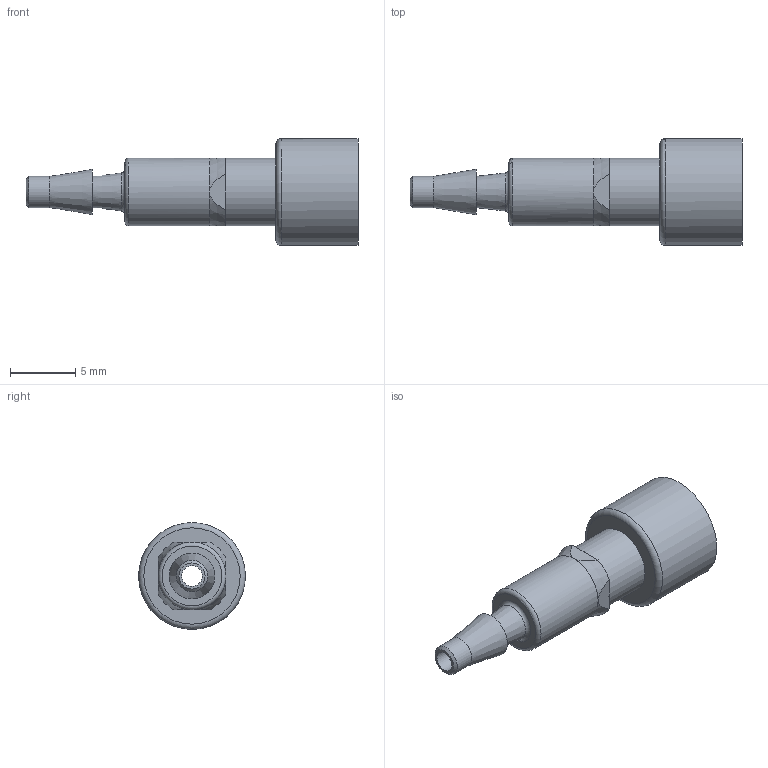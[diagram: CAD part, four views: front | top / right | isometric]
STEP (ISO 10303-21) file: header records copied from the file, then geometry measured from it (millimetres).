
FILE_DESCRIPTION(/* description */ (''),/* implementation_level */ '2;1');
FILE_NAME(/* name */ '3D_PCF-3.0.stp',/* time_stamp */ '2026-02-16T13:26:52+03:00',/* author */ ('krute'),/* organization */ (''),/* preprocessor_version */ 'ST-DEVELOPER v20.1',/* originating_system */ 'Autodesk Inventor 2026',/* authorisation */ '');
FILE_SCHEMA (('CONFIG_CONTROL_DESIGN'));
Length unit declared in the file: millimetre
Products named in the file (1): 3D_1011000020002_PCF-3.0_V1.0
Bounding box: 25.5 x 8.2 x 8.2 mm (x, y, z)
Volume: 417.8 mm3; surface area: 736.2 mm2
Topology: 1 solids, 2 shells, 39 faces, 84 edges, 52 vertices
Faces by surface type: plane 15, cone 11, cylinder 8, torus 5
Full cylindrical faces by diameter (mm): 1.6 x1, 2.4 x1, 4.4 x2, 5.2 x2, 6.35 x1, 8.2 x1
Entity records: 1116 total; most frequent: DIRECTION 209, CARTESIAN_POINT 192, ORIENTED_EDGE 168, AXIS2_PLACEMENT_3D 93, EDGE_CURVE 84, CIRCLE 53, VERTEX_POINT 52, EDGE_LOOP 46
